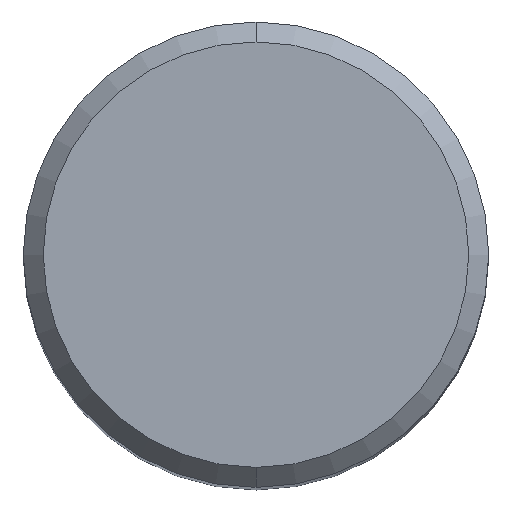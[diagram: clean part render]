
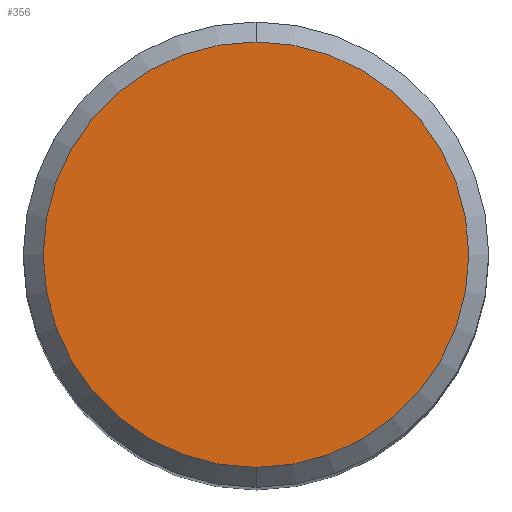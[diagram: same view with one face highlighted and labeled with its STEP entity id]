
A CAD part, top view. The second image highlights one B-rep face of the part: STEP entity #356.
In plain terms, the highlighted planar face has unit normal (0, 0, 1).
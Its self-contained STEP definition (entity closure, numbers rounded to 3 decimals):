
#218=EDGE_CURVE('',#268,#276,#524,.T.);
#268=VERTEX_POINT('',#582);
#276=VERTEX_POINT('',#591);
#356=ADVANCED_FACE('',(#677),#678,.T.);
#414=EDGE_CURVE('',#276,#268,#738,.T.);
#524=CIRCLE('',#898,6.4);
#582=CARTESIAN_POINT('',(0.,-6.4,0.0));
#591=CARTESIAN_POINT('',(0.0,6.4,0.0));
#677=FACE_OUTER_BOUND('',#1206,.T.);
#678=PLANE('',#1207);
#738=CIRCLE('',#1373,6.4);
#898=AXIS2_PLACEMENT_3D('',#1540,#1541,#1542);
#1206=EDGE_LOOP('',(#1726,#1727));
#1207=AXIS2_PLACEMENT_3D('',#1728,#1729,#1730);
#1373=AXIS2_PLACEMENT_3D('',#1761,#1762,#1763);
#1540=CARTESIAN_POINT('',(0.0,0.0,0.0));
#1541=DIRECTION('',(0.0,0.0,-1.0));
#1542=DIRECTION('',(0.0,1.0,0.0));
#1726=ORIENTED_EDGE('',*,*,#414,.F.);
#1727=ORIENTED_EDGE('',*,*,#218,.F.);
#1728=CARTESIAN_POINT('',(0.0,3.2,0.0));
#1729=DIRECTION('',(-0.0,0.0,1.0));
#1730=DIRECTION('',(0.0,-1.0,0.0));
#1761=CARTESIAN_POINT('',(0.0,0.0,0.0));
#1762=DIRECTION('',(0.0,0.0,-1.0));
#1763=DIRECTION('',(0.0,1.0,0.0));
